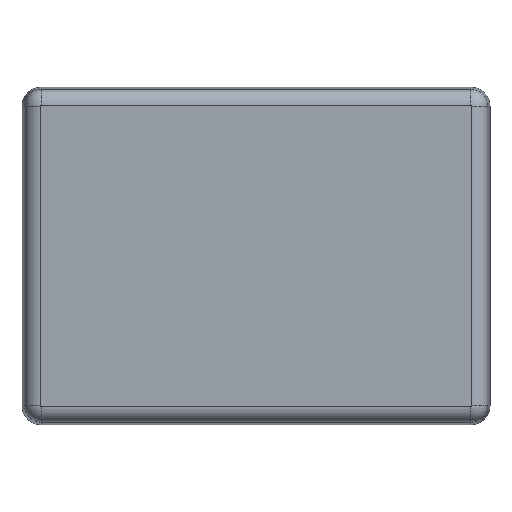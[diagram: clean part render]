
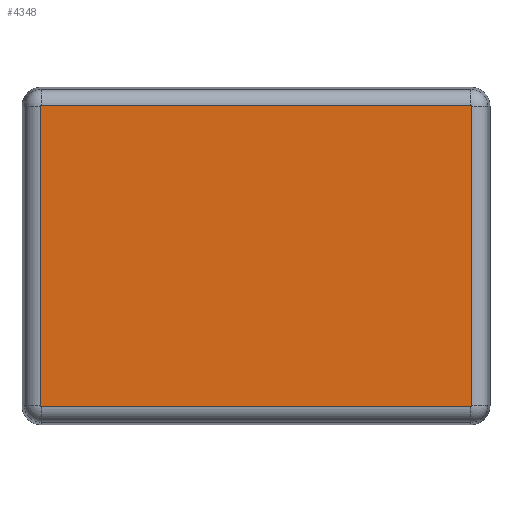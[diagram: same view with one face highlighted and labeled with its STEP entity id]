
A CAD part, top view. The second image highlights one B-rep face of the part: STEP entity #4348.
In plain terms, the highlighted planar face has unit normal (0, 0, 1).
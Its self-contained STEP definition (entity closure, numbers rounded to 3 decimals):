
#24 = DIRECTION ( 'NONE',  ( -1., 0., 0. ) ) ;
#104 = DIRECTION ( 'NONE',  ( 1., 0., 0. ) ) ;
#112 = VERTEX_POINT ( 'NONE', #4228 ) ;
#331 = ORIENTED_EDGE ( 'NONE', *, *, #6570, .T. ) ;
#566 = DIRECTION ( 'NONE',  ( 0., 1., 0. ) ) ;
#793 = FACE_OUTER_BOUND ( 'NONE', #1735, .T. ) ;
#919 = VECTOR ( 'NONE', #104, 1000. ) ;
#946 = VERTEX_POINT ( 'NONE', #3285 ) ;
#967 = VECTOR ( 'NONE', #3953, 1000. ) ;
#1125 = CARTESIAN_POINT ( 'NONE',  ( -214.651, -149., 83. ) ) ;
#1129 = DIRECTION ( 'NONE',  ( 0., 0., -1. ) ) ;
#1141 = LINE ( 'NONE', #6077, #967 ) ;
#1222 = ORIENTED_EDGE ( 'NONE', *, *, #2551, .T. ) ;
#1367 = ORIENTED_EDGE ( 'NONE', *, *, #1832, .T. ) ;
#1502 = LINE ( 'NONE', #1625, #919 ) ;
#1585 = DIRECTION ( 'NONE',  ( 0., -1., 0. ) ) ;
#1625 = CARTESIAN_POINT ( 'NONE',  ( 214., -149.651, 83. ) ) ;
#1735 = EDGE_LOOP ( 'NONE', ( #5544, #1367, #1222, #4152, #3890, #5616, #6281, #331 ) ) ;
#1751 = EDGE_CURVE ( 'NONE', #112, #5082, #3898, .T. ) ;
#1832 = EDGE_CURVE ( 'NONE', #5082, #3478, #3541, .T. ) ;
#2013 = EDGE_CURVE ( 'NONE', #946, #2161, #2960, .T. ) ;
#2136 = DIRECTION ( 'NONE',  ( -1., 0., 0. ) ) ;
#2158 = DIRECTION ( 'NONE',  ( -1., 0., 0. ) ) ;
#2161 = VERTEX_POINT ( 'NONE', #2369 ) ;
#2204 = CARTESIAN_POINT ( 'NONE',  ( 214., 149., 83. ) ) ;
#2288 = VERTEX_POINT ( 'NONE', #6141 ) ;
#2369 = CARTESIAN_POINT ( 'NONE',  ( -214., -149.651, 83. ) ) ;
#2551 = EDGE_CURVE ( 'NONE', #3478, #2288, #6111, .T. ) ;
#2580 = CARTESIAN_POINT ( 'NONE',  ( -214., 149., 83. ) ) ;
#2960 = CIRCLE ( 'NONE', #5822, 0.651 ) ;
#3074 = AXIS2_PLACEMENT_3D ( 'NONE', #5809, #5373, #2136 ) ;
#3206 = CARTESIAN_POINT ( 'NONE',  ( 214., 149., 83. ) ) ;
#3230 = DIRECTION ( 'NONE',  ( 0., 0., 1. ) ) ;
#3285 = CARTESIAN_POINT ( 'NONE',  ( -214.651, -149., 83. ) ) ;
#3478 = VERTEX_POINT ( 'NONE', #4357 ) ;
#3484 = VERTEX_POINT ( 'NONE', #5986 ) ;
#3541 = LINE ( 'NONE', #5859, #6017 ) ;
#3654 = DIRECTION ( 'NONE',  ( -1., 0., 0. ) ) ;
#3884 = EDGE_CURVE ( 'NONE', #2288, #3484, #1141, .T. ) ;
#3890 = ORIENTED_EDGE ( 'NONE', *, *, #6747, .T. ) ;
#3898 = CIRCLE ( 'NONE', #3074, 0.651 ) ;
#3946 = AXIS2_PLACEMENT_3D ( 'NONE', #3206, #3230, #2158 ) ;
#3953 = DIRECTION ( 'NONE',  ( -1., 0., 0. ) ) ;
#4056 = DIRECTION ( 'NONE',  ( 0., 0., 1. ) ) ;
#4152 = ORIENTED_EDGE ( 'NONE', *, *, #3884, .T. ) ;
#4184 = CARTESIAN_POINT ( 'NONE',  ( -214.651, 149., 83. ) ) ;
#4228 = CARTESIAN_POINT ( 'NONE',  ( 214., -149.651, 83. ) ) ;
#4348 = ADVANCED_FACE ( 'NONE', ( #793 ), #5956, .F. ) ;
#4357 = CARTESIAN_POINT ( 'NONE',  ( 214.651, 149., 83. ) ) ;
#4592 = AXIS2_PLACEMENT_3D ( 'NONE', #2204, #1129, #24 ) ;
#4614 = CARTESIAN_POINT ( 'NONE',  ( 214.651, -149., 83. ) ) ;
#5025 = DIRECTION ( 'NONE',  ( -1., 0., 0. ) ) ;
#5082 = VERTEX_POINT ( 'NONE', #4614 ) ;
#5222 = CIRCLE ( 'NONE', #5834, 0.651 ) ;
#5373 = DIRECTION ( 'NONE',  ( 0., 0., 1. ) ) ;
#5544 = ORIENTED_EDGE ( 'NONE', *, *, #1751, .T. ) ;
#5616 = ORIENTED_EDGE ( 'NONE', *, *, #6847, .T. ) ;
#5809 = CARTESIAN_POINT ( 'NONE',  ( 214., -149., 83. ) ) ;
#5822 = AXIS2_PLACEMENT_3D ( 'NONE', #6607, #4056, #5025 ) ;
#5834 = AXIS2_PLACEMENT_3D ( 'NONE', #2580, #6766, #3654 ) ;
#5859 = CARTESIAN_POINT ( 'NONE',  ( 214.651, 149., 83. ) ) ;
#5956 = PLANE ( 'NONE',  #4592 ) ;
#5986 = CARTESIAN_POINT ( 'NONE',  ( -214., 149.651, 83. ) ) ;
#6017 = VECTOR ( 'NONE', #566, 1000. ) ;
#6077 = CARTESIAN_POINT ( 'NONE',  ( -214., 149.651, 83. ) ) ;
#6111 = CIRCLE ( 'NONE', #3946, 0.651 ) ;
#6141 = CARTESIAN_POINT ( 'NONE',  ( 214., 149.651, 83. ) ) ;
#6281 = ORIENTED_EDGE ( 'NONE', *, *, #2013, .T. ) ;
#6333 = VERTEX_POINT ( 'NONE', #4184 ) ;
#6468 = LINE ( 'NONE', #1125, #6560 ) ;
#6560 = VECTOR ( 'NONE', #1585, 1000. ) ;
#6570 = EDGE_CURVE ( 'NONE', #2161, #112, #1502, .T. ) ;
#6607 = CARTESIAN_POINT ( 'NONE',  ( -214., -149., 83. ) ) ;
#6747 = EDGE_CURVE ( 'NONE', #3484, #6333, #5222, .T. ) ;
#6766 = DIRECTION ( 'NONE',  ( 0., 0., 1. ) ) ;
#6847 = EDGE_CURVE ( 'NONE', #6333, #946, #6468, .T. ) ;
